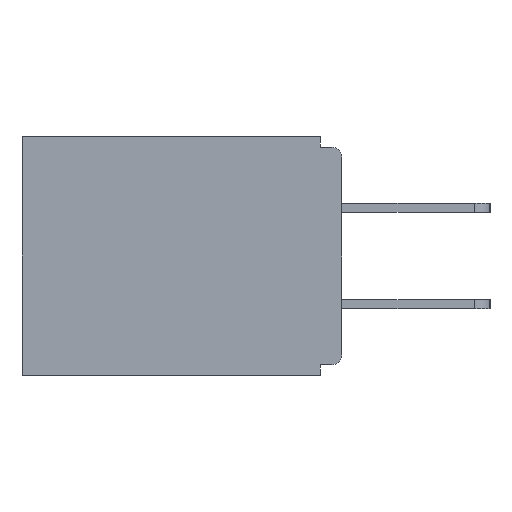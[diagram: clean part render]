
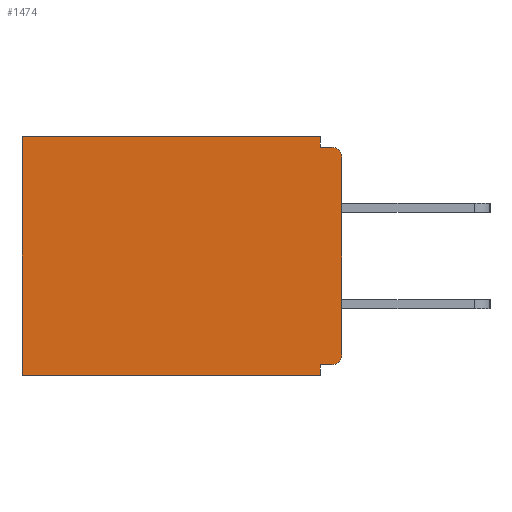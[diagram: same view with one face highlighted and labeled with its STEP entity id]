
A CAD part, left-side view. The second image highlights one B-rep face of the part: STEP entity #1474.
In plain terms, the highlighted planar face has unit normal (-1, 0, 0).
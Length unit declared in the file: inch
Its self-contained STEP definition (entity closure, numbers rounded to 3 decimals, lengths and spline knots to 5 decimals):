
#25 = VECTOR ( 'NONE', #10653, 39.37008 ) ;
#490 = VERTEX_POINT ( 'NONE', #6446 ) ;
#589 = EDGE_CURVE ( 'NONE', #20512, #8874, #8806, .T. ) ;
#1055 = FACE_OUTER_BOUND ( 'NONE', #5406, .T. ) ;
#1165 = DIRECTION ( 'NONE',  ( 0., 0., -1. ) ) ;
#1228 = VERTEX_POINT ( 'NONE', #19360 ) ;
#1439 = EDGE_CURVE ( 'NONE', #6486, #13916, #4932, .T. ) ;
#1474 = ADVANCED_FACE ( 'NONE', ( #1055 ), #5988, .F. ) ;
#1583 = VECTOR ( 'NONE', #14703, 39.37008 ) ;
#1847 = DIRECTION ( 'NONE',  ( 0., 1., 0. ) ) ;
#1870 = VERTEX_POINT ( 'NONE', #15254 ) ;
#1875 = EDGE_CURVE ( 'NONE', #1228, #490, #11291, .T. ) ;
#2191 = DIRECTION ( 'NONE',  ( 0., 0., -1. ) ) ;
#2672 = CARTESIAN_POINT ( 'NONE',  ( 0.298, 0.031, -0.343 ) ) ;
#2804 = DIRECTION ( 'NONE',  ( 0., 0., -1. ) ) ;
#3297 = VERTEX_POINT ( 'NONE', #8096 ) ;
#4932 = LINE ( 'NONE', #10694, #1583 ) ;
#5284 = CARTESIAN_POINT ( 'NONE',  ( 0.298, 0., -0.015 ) ) ;
#5406 = EDGE_LOOP ( 'NONE', ( #13778, #16788, #14289, #14044, #17471, #13008, #17482, #9825, #9720, #14078 ) ) ;
#5507 = AXIS2_PLACEMENT_3D ( 'NONE', #6810, #18136, #8457 ) ;
#5793 = CARTESIAN_POINT ( 'NONE',  ( 0.298, 0.015, -0.015 ) ) ;
#5988 = PLANE ( 'NONE',  #13576 ) ;
#6001 = CARTESIAN_POINT ( 'NONE',  ( 0.298, 0.031, -0.328 ) ) ;
#6446 = CARTESIAN_POINT ( 'NONE',  ( 0.298, 0., -0.313 ) ) ;
#6486 = VERTEX_POINT ( 'NONE', #2672 ) ;
#6810 = CARTESIAN_POINT ( 'NONE',  ( 0.298, 0.015, -0.03 ) ) ;
#7090 = LINE ( 'NONE', #5284, #17983 ) ;
#7920 = VECTOR ( 'NONE', #2191, 39.37008 ) ;
#8096 = CARTESIAN_POINT ( 'NONE',  ( 0.298, 0.46, 0. ) ) ;
#8457 = DIRECTION ( 'NONE',  ( 0., 0., -1. ) ) ;
#8806 = LINE ( 'NONE', #19491, #9291 ) ;
#8874 = VERTEX_POINT ( 'NONE', #6001 ) ;
#9052 = EDGE_CURVE ( 'NONE', #1870, #12203, #7090, .T. ) ;
#9062 = CIRCLE ( 'NONE', #5507, 0.015 ) ;
#9291 = VECTOR ( 'NONE', #1847, 39.37008 ) ;
#9444 = CIRCLE ( 'NONE', #16070, 0.015 ) ;
#9600 = EDGE_CURVE ( 'NONE', #8874, #6486, #18704, .T. ) ;
#9720 = ORIENTED_EDGE ( 'NONE', *, *, #13243, .T. ) ;
#9779 = VERTEX_POINT ( 'NONE', #10329 ) ;
#9825 = ORIENTED_EDGE ( 'NONE', *, *, #589, .F. ) ;
#10329 = CARTESIAN_POINT ( 'NONE',  ( 0.298, 0.031, 0. ) ) ;
#10382 = VECTOR ( 'NONE', #2804, 39.37008 ) ;
#10520 = DIRECTION ( 'NONE',  ( 0., 0., -1. ) ) ;
#10653 = DIRECTION ( 'NONE',  ( 0., 1., 0. ) ) ;
#10694 = CARTESIAN_POINT ( 'NONE',  ( 0.298, 0., -0.343 ) ) ;
#10899 = CARTESIAN_POINT ( 'NONE',  ( 0.298, 0.031, -0.343 ) ) ;
#11031 = VECTOR ( 'NONE', #10520, 39.37008 ) ;
#11207 = LINE ( 'NONE', #12039, #7920 ) ;
#11291 = LINE ( 'NONE', #15111, #11031 ) ;
#12039 = CARTESIAN_POINT ( 'NONE',  ( 0.298, 0.031, -0.343 ) ) ;
#12102 = EDGE_CURVE ( 'NONE', #9779, #3297, #17906, .T. ) ;
#12203 = VERTEX_POINT ( 'NONE', #5793 ) ;
#12440 = CARTESIAN_POINT ( 'NONE',  ( 0.298, 0., 0. ) ) ;
#12591 = CARTESIAN_POINT ( 'NONE',  ( 0.298, 0.46, 0. ) ) ;
#12903 = VECTOR ( 'NONE', #16917, 39.37008 ) ;
#13008 = ORIENTED_EDGE ( 'NONE', *, *, #1439, .F. ) ;
#13243 = EDGE_CURVE ( 'NONE', #20512, #490, #9444, .T. ) ;
#13576 = AXIS2_PLACEMENT_3D ( 'NONE', #12440, #17341, #1165 ) ;
#13600 = DIRECTION ( 'NONE',  ( 0., -1., 0. ) ) ;
#13778 = ORIENTED_EDGE ( 'NONE', *, *, #20250, .T. ) ;
#13916 = VERTEX_POINT ( 'NONE', #15225 ) ;
#14044 = ORIENTED_EDGE ( 'NONE', *, *, #12102, .T. ) ;
#14078 = ORIENTED_EDGE ( 'NONE', *, *, #1875, .F. ) ;
#14142 = DIRECTION ( 'NONE',  ( 0., 0., -1. ) ) ;
#14289 = ORIENTED_EDGE ( 'NONE', *, *, #14983, .F. ) ;
#14703 = DIRECTION ( 'NONE',  ( 0., 1., 0. ) ) ;
#14983 = EDGE_CURVE ( 'NONE', #9779, #1870, #11207, .T. ) ;
#15111 = CARTESIAN_POINT ( 'NONE',  ( 0.298, 0., 0. ) ) ;
#15192 = LINE ( 'NONE', #12591, #10382 ) ;
#15225 = CARTESIAN_POINT ( 'NONE',  ( 0.298, 0.46, -0.343 ) ) ;
#15254 = CARTESIAN_POINT ( 'NONE',  ( 0.298, 0.031, -0.015 ) ) ;
#15346 = CARTESIAN_POINT ( 'NONE',  ( 0.298, 0.015, -0.328 ) ) ;
#16070 = AXIS2_PLACEMENT_3D ( 'NONE', #16975, #18615, #14142 ) ;
#16788 = ORIENTED_EDGE ( 'NONE', *, *, #9052, .F. ) ;
#16917 = DIRECTION ( 'NONE',  ( 0., 0., -1. ) ) ;
#16975 = CARTESIAN_POINT ( 'NONE',  ( 0.298, 0.015, -0.313 ) ) ;
#17213 = CARTESIAN_POINT ( 'NONE',  ( 0.298, 0., 0. ) ) ;
#17341 = DIRECTION ( 'NONE',  ( 1., 0., 0. ) ) ;
#17471 = ORIENTED_EDGE ( 'NONE', *, *, #19052, .T. ) ;
#17482 = ORIENTED_EDGE ( 'NONE', *, *, #9600, .F. ) ;
#17906 = LINE ( 'NONE', #17213, #25 ) ;
#17983 = VECTOR ( 'NONE', #13600, 39.37008 ) ;
#18136 = DIRECTION ( 'NONE',  ( -1., 0., 0. ) ) ;
#18615 = DIRECTION ( 'NONE',  ( -1., 0., 0. ) ) ;
#18704 = LINE ( 'NONE', #10899, #12903 ) ;
#19052 = EDGE_CURVE ( 'NONE', #3297, #13916, #15192, .T. ) ;
#19360 = CARTESIAN_POINT ( 'NONE',  ( 0.298, 0., -0.03 ) ) ;
#19491 = CARTESIAN_POINT ( 'NONE',  ( 0.298, 0., -0.328 ) ) ;
#20250 = EDGE_CURVE ( 'NONE', #1228, #12203, #9062, .T. ) ;
#20512 = VERTEX_POINT ( 'NONE', #15346 ) ;
